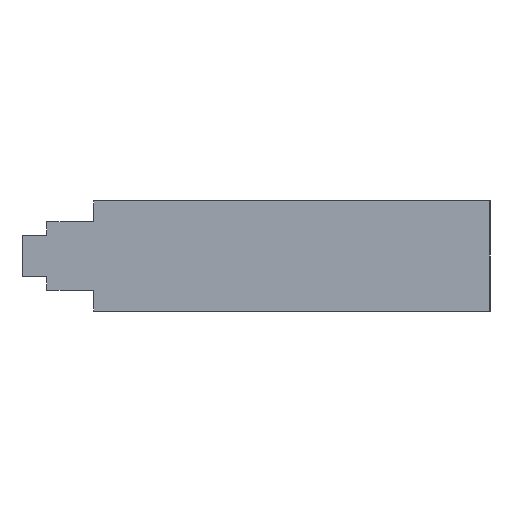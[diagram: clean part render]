
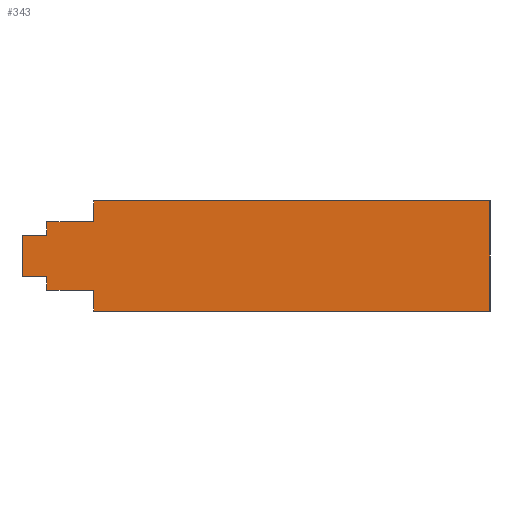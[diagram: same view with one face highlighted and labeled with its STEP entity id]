
A CAD part, left-side view. The second image highlights one B-rep face of the part: STEP entity #343.
In plain terms, the highlighted planar face has unit normal (-1, 0, 0).
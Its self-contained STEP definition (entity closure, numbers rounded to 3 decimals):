
#38 = DIRECTION ( 'NONE',  ( 0., -1., 0. ) ) ;
#50 = LINE ( 'NONE', #946, #1111 ) ;
#52 = CARTESIAN_POINT ( 'NONE',  ( 0., 0., 8. ) ) ;
#72 = LINE ( 'NONE', #895, #171 ) ;
#112 = ORIENTED_EDGE ( 'NONE', *, *, #1379, .T. ) ;
#136 = ORIENTED_EDGE ( 'NONE', *, *, #630, .T. ) ;
#138 = EDGE_CURVE ( 'NONE', #1057, #673, #901, .T. ) ;
#152 = CARTESIAN_POINT ( 'NONE',  ( 0., 28.8, 6.5 ) ) ;
#171 = VECTOR ( 'NONE', #1039, 1000. ) ;
#219 = CARTESIAN_POINT ( 'NONE',  ( 0., 32.2, 6.5 ) ) ;
#231 = EDGE_CURVE ( 'NONE', #864, #435, #1568, .T. ) ;
#252 = LINE ( 'NONE', #1145, #536 ) ;
#255 = CARTESIAN_POINT ( 'NONE',  ( 0., 0., 0. ) ) ;
#262 = CARTESIAN_POINT ( 'NONE',  ( 0., 28.8, 0. ) ) ;
#268 = CARTESIAN_POINT ( 'NONE',  ( 0., 28.8, 1.5 ) ) ;
#275 = VERTEX_POINT ( 'NONE', #443 ) ;
#302 = DIRECTION ( 'NONE',  ( 0., 0., -1. ) ) ;
#307 = FACE_OUTER_BOUND ( 'NONE', #1090, .T. ) ;
#321 = CARTESIAN_POINT ( 'NONE',  ( 0., 32.2, 6.5 ) ) ;
#341 = LINE ( 'NONE', #520, #887 ) ;
#343 = ADVANCED_FACE ( 'NONE', ( #307 ), #687, .F. ) ;
#364 = EDGE_CURVE ( 'NONE', #447, #275, #50, .T. ) ;
#435 = VERTEX_POINT ( 'NONE', #219 ) ;
#443 = CARTESIAN_POINT ( 'NONE',  ( 0., 34., 2.5 ) ) ;
#447 = VERTEX_POINT ( 'NONE', #814 ) ;
#471 = LINE ( 'NONE', #1500, #677 ) ;
#493 = CARTESIAN_POINT ( 'NONE',  ( 0., 32.2, 1.5 ) ) ;
#510 = DIRECTION ( 'NONE',  ( 0., 0., -1. ) ) ;
#520 = CARTESIAN_POINT ( 'NONE',  ( 0., 32.2, 5.5 ) ) ;
#536 = VECTOR ( 'NONE', #1512, 1000. ) ;
#543 = DIRECTION ( 'NONE',  ( 0., -1., 0. ) ) ;
#555 = LINE ( 'NONE', #1227, #836 ) ;
#577 = VECTOR ( 'NONE', #302, 1000. ) ;
#603 = VERTEX_POINT ( 'NONE', #1333 ) ;
#613 = VECTOR ( 'NONE', #1553, 1000. ) ;
#614 = LINE ( 'NONE', #1505, #1186 ) ;
#617 = DIRECTION ( 'NONE',  ( 0., 0., -1. ) ) ;
#620 = DIRECTION ( 'NONE',  ( 0., -1., 0. ) ) ;
#621 = ORIENTED_EDGE ( 'NONE', *, *, #863, .T. ) ;
#628 = LINE ( 'NONE', #1281, #1112 ) ;
#630 = EDGE_CURVE ( 'NONE', #1266, #636, #555, .T. ) ;
#636 = VERTEX_POINT ( 'NONE', #493 ) ;
#671 = ORIENTED_EDGE ( 'NONE', *, *, #138, .F. ) ;
#673 = VERTEX_POINT ( 'NONE', #255 ) ;
#677 = VECTOR ( 'NONE', #889, 1000. ) ;
#687 = PLANE ( 'NONE',  #981 ) ;
#773 = CARTESIAN_POINT ( 'NONE',  ( 0., 28.8, 8. ) ) ;
#782 = EDGE_CURVE ( 'NONE', #603, #447, #341, .T. ) ;
#792 = VECTOR ( 'NONE', #510, 1000. ) ;
#814 = CARTESIAN_POINT ( 'NONE',  ( 0., 34., 5.5 ) ) ;
#824 = DIRECTION ( 'NONE',  ( 0., 0., -1. ) ) ;
#836 = VECTOR ( 'NONE', #617, 1000. ) ;
#858 = VERTEX_POINT ( 'NONE', #262 ) ;
#863 = EDGE_CURVE ( 'NONE', #858, #673, #471, .T. ) ;
#864 = VERTEX_POINT ( 'NONE', #152 ) ;
#873 = DIRECTION ( 'NONE',  ( 0., 1., 0. ) ) ;
#887 = VECTOR ( 'NONE', #873, 1000. ) ;
#889 = DIRECTION ( 'NONE',  ( 0., -1., 0. ) ) ;
#895 = CARTESIAN_POINT ( 'NONE',  ( 0., 32.2, 6.5 ) ) ;
#901 = LINE ( 'NONE', #52, #577 ) ;
#904 = CARTESIAN_POINT ( 'NONE',  ( 0., 28.8, 1.5 ) ) ;
#918 = ORIENTED_EDGE ( 'NONE', *, *, #1290, .T. ) ;
#946 = CARTESIAN_POINT ( 'NONE',  ( 0., 34., 8. ) ) ;
#967 = VERTEX_POINT ( 'NONE', #773 ) ;
#980 = CARTESIAN_POINT ( 'NONE',  ( 0., 32.2, 2.5 ) ) ;
#981 = AXIS2_PLACEMENT_3D ( 'NONE', #1544, #1316, #824 ) ;
#1039 = DIRECTION ( 'NONE',  ( 0., 0., -1. ) ) ;
#1057 = VERTEX_POINT ( 'NONE', #1392 ) ;
#1069 = ORIENTED_EDGE ( 'NONE', *, *, #1440, .T. ) ;
#1090 = EDGE_LOOP ( 'NONE', ( #1314, #112, #621, #671, #1347, #1069, #1092, #1380, #1113, #1451, #918, #136 ) ) ;
#1092 = ORIENTED_EDGE ( 'NONE', *, *, #231, .T. ) ;
#1111 = VECTOR ( 'NONE', #1184, 1000. ) ;
#1112 = VECTOR ( 'NONE', #543, 1000. ) ;
#1113 = ORIENTED_EDGE ( 'NONE', *, *, #782, .T. ) ;
#1145 = CARTESIAN_POINT ( 'NONE',  ( 0., 28.8, 6.5 ) ) ;
#1164 = LINE ( 'NONE', #268, #792 ) ;
#1184 = DIRECTION ( 'NONE',  ( 0., 0., -1. ) ) ;
#1186 = VECTOR ( 'NONE', #38, 1000. ) ;
#1227 = CARTESIAN_POINT ( 'NONE',  ( 0., 32.2, 1.5 ) ) ;
#1266 = VERTEX_POINT ( 'NONE', #1348 ) ;
#1281 = CARTESIAN_POINT ( 'NONE',  ( 0., 32.2, 1.5 ) ) ;
#1290 = EDGE_CURVE ( 'NONE', #275, #1266, #1370, .T. ) ;
#1314 = ORIENTED_EDGE ( 'NONE', *, *, #1535, .T. ) ;
#1315 = VECTOR ( 'NONE', #620, 1000. ) ;
#1316 = DIRECTION ( 'NONE',  ( 1., 0., 0. ) ) ;
#1333 = CARTESIAN_POINT ( 'NONE',  ( 0., 32.2, 5.5 ) ) ;
#1347 = ORIENTED_EDGE ( 'NONE', *, *, #1483, .F. ) ;
#1348 = CARTESIAN_POINT ( 'NONE',  ( 0., 32.2, 2.5 ) ) ;
#1370 = LINE ( 'NONE', #980, #1315 ) ;
#1379 = EDGE_CURVE ( 'NONE', #1479, #858, #1164, .T. ) ;
#1380 = ORIENTED_EDGE ( 'NONE', *, *, #1487, .T. ) ;
#1392 = CARTESIAN_POINT ( 'NONE',  ( 0., 0., 8. ) ) ;
#1440 = EDGE_CURVE ( 'NONE', #967, #864, #252, .T. ) ;
#1451 = ORIENTED_EDGE ( 'NONE', *, *, #364, .T. ) ;
#1479 = VERTEX_POINT ( 'NONE', #904 ) ;
#1483 = EDGE_CURVE ( 'NONE', #967, #1057, #614, .T. ) ;
#1487 = EDGE_CURVE ( 'NONE', #435, #603, #72, .T. ) ;
#1500 = CARTESIAN_POINT ( 'NONE',  ( 0., 34., 0. ) ) ;
#1505 = CARTESIAN_POINT ( 'NONE',  ( 0., 34., 8. ) ) ;
#1512 = DIRECTION ( 'NONE',  ( 0., 0., -1. ) ) ;
#1535 = EDGE_CURVE ( 'NONE', #636, #1479, #628, .T. ) ;
#1544 = CARTESIAN_POINT ( 'NONE',  ( 0., 34., 8. ) ) ;
#1553 = DIRECTION ( 'NONE',  ( 0., 1., 0. ) ) ;
#1568 = LINE ( 'NONE', #321, #613 ) ;
